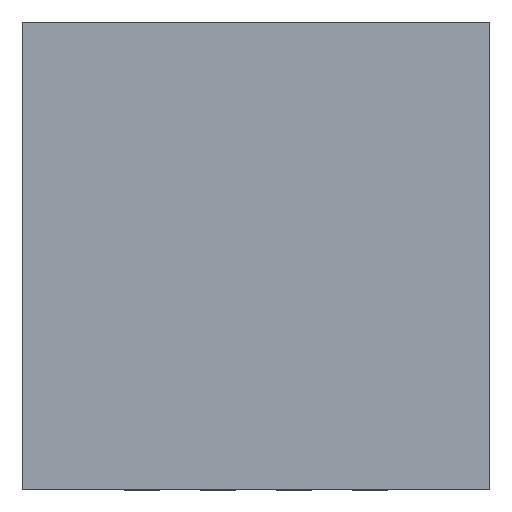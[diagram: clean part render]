
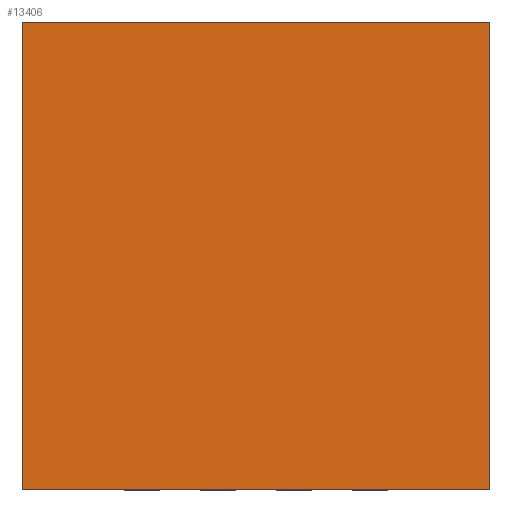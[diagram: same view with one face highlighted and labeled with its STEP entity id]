
A CAD part, top view. The second image highlights one B-rep face of the part: STEP entity #13406.
In plain terms, the highlighted face is planar.
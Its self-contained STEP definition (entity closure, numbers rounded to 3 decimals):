
#10141=DIRECTION('',(0.,0.,1.));
#10142=VECTOR('',#10141,4.);
#10143=CARTESIAN_POINT('',(-2.,0.775,-2.));
#10144=LINE('',#10143,#10142);
#10148=DIRECTION('',(-1.,0.,0.));
#10149=VECTOR('',#10148,4.);
#10150=CARTESIAN_POINT('',(2.,0.775,-2.));
#10151=LINE('',#10150,#10149);
#10155=DIRECTION('',(0.,0.,-1.));
#10156=VECTOR('',#10155,4.);
#10157=CARTESIAN_POINT('',(2.,0.775,2.));
#10158=LINE('',#10157,#10156);
#10162=DIRECTION('',(1.,0.,0.));
#10163=VECTOR('',#10162,4.);
#10164=CARTESIAN_POINT('',(-2.,0.775,2.));
#10165=LINE('',#10164,#10163);
#11089=CARTESIAN_POINT('',(-2.,0.775,-2.));
#11090=CARTESIAN_POINT('',(-2.,0.775,2.));
#11091=VERTEX_POINT('',#11089);
#11092=VERTEX_POINT('',#11090);
#11093=CARTESIAN_POINT('',(2.,0.775,2.));
#11094=VERTEX_POINT('',#11093);
#11095=CARTESIAN_POINT('',(2.,0.775,-2.));
#11096=VERTEX_POINT('',#11095);
#13395=CARTESIAN_POINT('',(0.,0.775,0.));
#13396=DIRECTION('',(0.,1.,0.));
#13397=DIRECTION('',(1.,0.,0.));
#13398=AXIS2_PLACEMENT_3D('',#13395,#13396,#13397);
#13399=PLANE('',#13398);
#13400=ORIENTED_EDGE('',*,*,#12131,.F.);
#13401=ORIENTED_EDGE('',*,*,#12228,.F.);
#13402=ORIENTED_EDGE('',*,*,#12740,.F.);
#13403=ORIENTED_EDGE('',*,*,#13230,.F.);
#13404=EDGE_LOOP('',(#13400,#13401,#13402,#13403));
#13405=FACE_OUTER_BOUND('',#13404,.F.);
#12131=EDGE_CURVE('',#11091,#11092,#10144,.T.);
#12228=EDGE_CURVE('',#11096,#11091,#10151,.T.);
#12740=EDGE_CURVE('',#11094,#11096,#10158,.T.);
#13230=EDGE_CURVE('',#11092,#11094,#10165,.T.);
#13406=ADVANCED_FACE('',(#13405),#13399,.T.);
